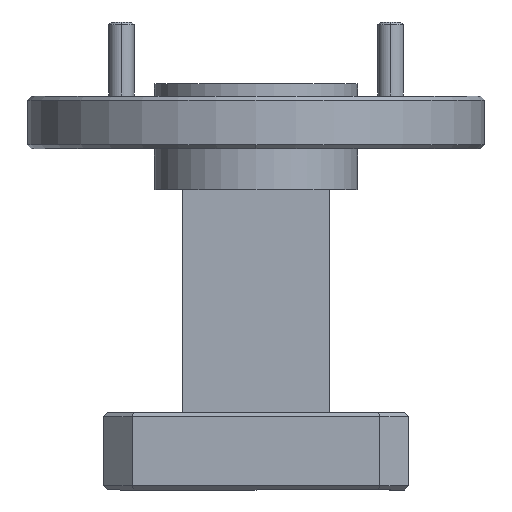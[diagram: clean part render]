
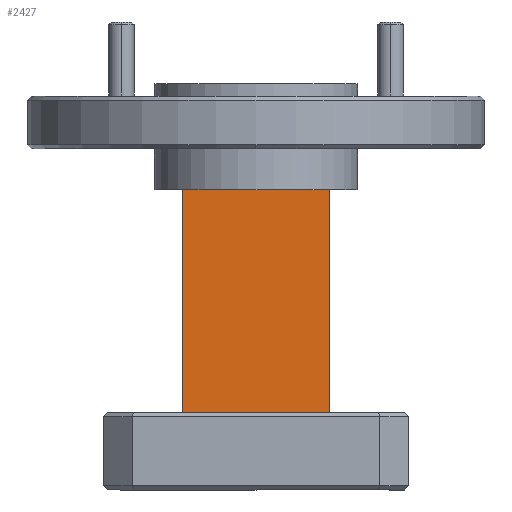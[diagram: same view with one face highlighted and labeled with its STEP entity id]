
A CAD part, front view. The second image highlights one B-rep face of the part: STEP entity #2427.
In plain terms, the highlighted planar face has unit normal (0, -1, 0).
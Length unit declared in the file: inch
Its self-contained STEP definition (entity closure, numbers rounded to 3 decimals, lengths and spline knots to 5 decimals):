
#89 = LINE ( 'NONE', #1613, #1727 ) ;
#98 = ORIENTED_EDGE ( 'NONE', *, *, #2266, .F. ) ;
#232 = CARTESIAN_POINT ( 'NONE',  ( -3.0264, 0.57179, 0.91877 ) ) ;
#354 = CARTESIAN_POINT ( 'NONE',  ( -3.0264, 0.57179, 1.46877 ) ) ;
#532 = LINE ( 'NONE', #354, #3092 ) ;
#601 = EDGE_LOOP ( 'NONE', ( #98, #3177, #799, #1508 ) ) ;
#626 = DIRECTION ( 'NONE',  ( 0., 0., -1. ) ) ;
#657 = LINE ( 'NONE', #2317, #2752 ) ;
#799 = ORIENTED_EDGE ( 'NONE', *, *, #2850, .T. ) ;
#864 = EDGE_CURVE ( 'NONE', #3140, #961, #2438, .T. ) ;
#896 = DIRECTION ( 'NONE',  ( 0., 0., -1. ) ) ;
#961 = VERTEX_POINT ( 'NONE', #1795 ) ;
#983 = DIRECTION ( 'NONE',  ( -1., 0., 0. ) ) ;
#1193 = EDGE_CURVE ( 'NONE', #2971, #1669, #657, .T. ) ;
#1239 = CARTESIAN_POINT ( 'NONE',  ( -3.0264, 0.57179, 1.46877 ) ) ;
#1453 = PLANE ( 'NONE',  #2311 ) ;
#1508 = ORIENTED_EDGE ( 'NONE', *, *, #864, .F. ) ;
#1613 = CARTESIAN_POINT ( 'NONE',  ( -3.3864, 0.57179, 1.46877 ) ) ;
#1669 = VERTEX_POINT ( 'NONE', #2988 ) ;
#1716 = DIRECTION ( 'NONE',  ( 0., 1., 0. ) ) ;
#1727 = VECTOR ( 'NONE', #896, 39.37008 ) ;
#1787 = VECTOR ( 'NONE', #983, 39.37008 ) ;
#1795 = CARTESIAN_POINT ( 'NONE',  ( -3.3864, 0.57179, 0.91877 ) ) ;
#1828 = DIRECTION ( 'NONE',  ( -1., 0., 0. ) ) ;
#2027 = CARTESIAN_POINT ( 'NONE',  ( -3.0264, 0.57179, 0.91877 ) ) ;
#2159 = CARTESIAN_POINT ( 'NONE',  ( -3.0264, 0.57179, 1.46877 ) ) ;
#2266 = EDGE_CURVE ( 'NONE', #2971, #3140, #532, .T. ) ;
#2286 = FACE_OUTER_BOUND ( 'NONE', #601, .T. ) ;
#2311 = AXIS2_PLACEMENT_3D ( 'NONE', #1239, #1716, #2946 ) ;
#2317 = CARTESIAN_POINT ( 'NONE',  ( -3.2064, 0.57179, 1.46877 ) ) ;
#2427 = ADVANCED_FACE ( 'NONE', ( #2286 ), #1453, .F. ) ;
#2438 = LINE ( 'NONE', #2027, #1787 ) ;
#2752 = VECTOR ( 'NONE', #1828, 39.37008 ) ;
#2850 = EDGE_CURVE ( 'NONE', #1669, #961, #89, .T. ) ;
#2946 = DIRECTION ( 'NONE',  ( 0., 0., 1. ) ) ;
#2971 = VERTEX_POINT ( 'NONE', #2159 ) ;
#2988 = CARTESIAN_POINT ( 'NONE',  ( -3.3864, 0.57179, 1.46877 ) ) ;
#3092 = VECTOR ( 'NONE', #626, 39.37008 ) ;
#3140 = VERTEX_POINT ( 'NONE', #232 ) ;
#3177 = ORIENTED_EDGE ( 'NONE', *, *, #1193, .T. ) ;
